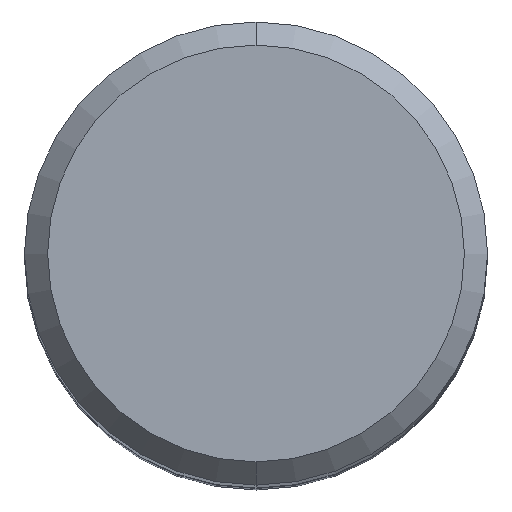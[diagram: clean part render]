
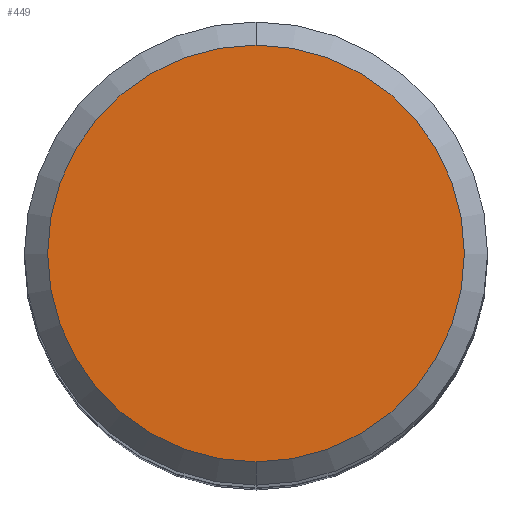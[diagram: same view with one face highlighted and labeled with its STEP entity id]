
A CAD part, top view. The second image highlights one B-rep face of the part: STEP entity #449.
In plain terms, the highlighted planar face has unit normal (0, 0, 1).
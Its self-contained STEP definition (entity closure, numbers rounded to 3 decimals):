
#243=VERTEX_POINT('',#579);
#313=EDGE_CURVE('',#243,#391,#656,.T.);
#337=EDGE_CURVE('',#391,#243,#682,.T.);
#391=VERTEX_POINT('',#742);
#449=ADVANCED_FACE('',(#809),#810,.T.);
#579=CARTESIAN_POINT('',(0.,-7.2,0.0));
#656=CIRCLE('',#1216,7.2);
#682=CIRCLE('',#1251,7.2);
#742=CARTESIAN_POINT('',(0.0,7.2,0.0));
#809=FACE_OUTER_BOUND('',#1522,.T.);
#810=PLANE('',#1523);
#1216=AXIS2_PLACEMENT_3D('',#1744,#1745,#1746);
#1251=AXIS2_PLACEMENT_3D('',#1787,#1788,#1789);
#1522=EDGE_LOOP('',(#1941,#1942));
#1523=AXIS2_PLACEMENT_3D('',#1943,#1944,#1945);
#1744=CARTESIAN_POINT('',(0.0,0.0,0.0));
#1745=DIRECTION('',(0.0,0.0,-1.0));
#1746=DIRECTION('',(0.0,1.0,0.0));
#1787=CARTESIAN_POINT('',(0.0,0.0,0.0));
#1788=DIRECTION('',(0.0,0.0,-1.0));
#1789=DIRECTION('',(0.0,1.0,0.0));
#1941=ORIENTED_EDGE('',*,*,#337,.F.);
#1942=ORIENTED_EDGE('',*,*,#313,.F.);
#1943=CARTESIAN_POINT('',(0.0,3.6,0.0));
#1944=DIRECTION('',(-0.0,0.0,1.0));
#1945=DIRECTION('',(0.0,-1.0,0.0));
